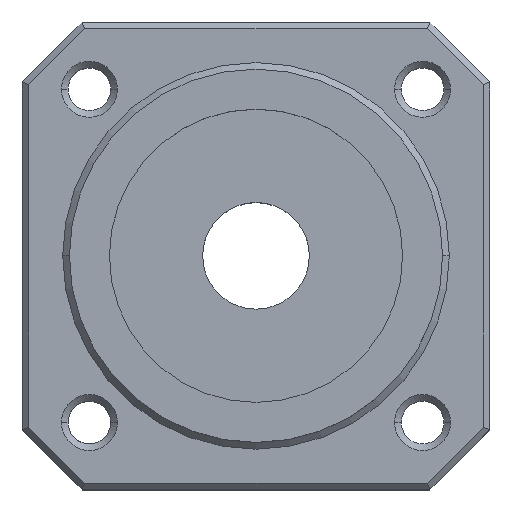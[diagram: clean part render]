
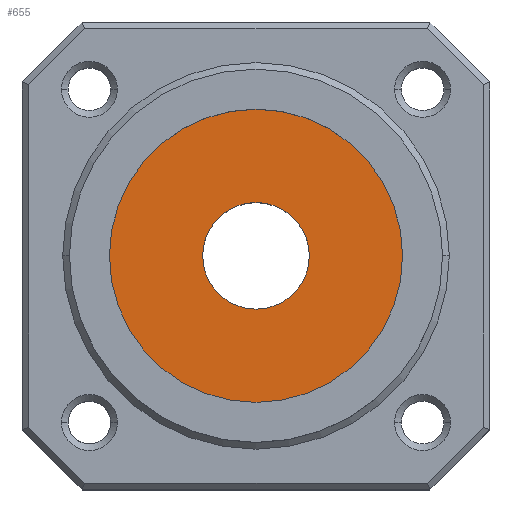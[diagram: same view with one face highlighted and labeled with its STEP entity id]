
A CAD part, top view. The second image highlights one B-rep face of the part: STEP entity #655.
In plain terms, the highlighted planar face has unit normal (0, 0, 1).
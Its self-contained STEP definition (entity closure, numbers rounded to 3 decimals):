
#8 = CARTESIAN_POINT ( 'NONE',  ( 0., 0., 9.5 ) ) ;
#32 = CARTESIAN_POINT ( 'NONE',  ( -4., 0., 9.5 ) ) ;
#101 = AXIS2_PLACEMENT_3D ( 'NONE', #1078, #625, #1895 ) ;
#155 = FACE_BOUND ( 'NONE', #1751, .T. ) ;
#411 = DIRECTION ( 'NONE',  ( 0., 0., -1. ) ) ;
#422 = DIRECTION ( 'NONE',  ( -1., 0., 0. ) ) ;
#439 = CARTESIAN_POINT ( 'NONE',  ( 11., 0., 9.5 ) ) ;
#444 = VERTEX_POINT ( 'NONE', #1637 ) ;
#454 = AXIS2_PLACEMENT_3D ( 'NONE', #1739, #1729, #422 ) ;
#524 = CIRCLE ( 'NONE', #454, 11. ) ;
#625 = DIRECTION ( 'NONE',  ( 0., 0., -1. ) ) ;
#629 = EDGE_CURVE ( 'NONE', #444, #790, #1549, .T. ) ;
#639 = AXIS2_PLACEMENT_3D ( 'NONE', #8, #1761, #1770 ) ;
#655 = ADVANCED_FACE ( 'NONE', ( #155, #661 ), #1304, .F. ) ;
#661 = FACE_OUTER_BOUND ( 'NONE', #1084, .T. ) ;
#790 = VERTEX_POINT ( 'NONE', #32 ) ;
#799 = VERTEX_POINT ( 'NONE', #1634 ) ;
#895 = DIRECTION ( 'NONE',  ( 0., 0., -1. ) ) ;
#963 = EDGE_CURVE ( 'NONE', #1071, #799, #1823, .T. ) ;
#1008 = AXIS2_PLACEMENT_3D ( 'NONE', #1040, #895, #1233 ) ;
#1040 = CARTESIAN_POINT ( 'NONE',  ( 0., 0., 9.5 ) ) ;
#1071 = VERTEX_POINT ( 'NONE', #439 ) ;
#1078 = CARTESIAN_POINT ( 'NONE',  ( 0., 0., 9.5 ) ) ;
#1084 = EDGE_LOOP ( 'NONE', ( #1418, #1913 ) ) ;
#1233 = DIRECTION ( 'NONE',  ( -1., 0., 0. ) ) ;
#1304 = PLANE ( 'NONE',  #639 ) ;
#1413 = CARTESIAN_POINT ( 'NONE',  ( 0., 0., 9.5 ) ) ;
#1418 = ORIENTED_EDGE ( 'NONE', *, *, #1497, .F. ) ;
#1497 = EDGE_CURVE ( 'NONE', #799, #1071, #524, .T. ) ;
#1549 = CIRCLE ( 'NONE', #101, 4. ) ;
#1634 = CARTESIAN_POINT ( 'NONE',  ( -11., 0., 9.5 ) ) ;
#1637 = CARTESIAN_POINT ( 'NONE',  ( 4., 0., 9.5 ) ) ;
#1709 = ORIENTED_EDGE ( 'NONE', *, *, #629, .T. ) ;
#1729 = DIRECTION ( 'NONE',  ( 0., 0., -1. ) ) ;
#1739 = CARTESIAN_POINT ( 'NONE',  ( 0., 0., 9.5 ) ) ;
#1747 = CIRCLE ( 'NONE', #2012, 4. ) ;
#1751 = EDGE_LOOP ( 'NONE', ( #1808, #1709 ) ) ;
#1761 = DIRECTION ( 'NONE',  ( 0., 0., -1. ) ) ;
#1770 = DIRECTION ( 'NONE',  ( -1., 0., 0. ) ) ;
#1808 = ORIENTED_EDGE ( 'NONE', *, *, #2040, .T. ) ;
#1823 = CIRCLE ( 'NONE', #1008, 11. ) ;
#1895 = DIRECTION ( 'NONE',  ( -1., 0., 0. ) ) ;
#1913 = ORIENTED_EDGE ( 'NONE', *, *, #963, .F. ) ;
#2012 = AXIS2_PLACEMENT_3D ( 'NONE', #1413, #411, #2038 ) ;
#2038 = DIRECTION ( 'NONE',  ( -1., 0., 0. ) ) ;
#2040 = EDGE_CURVE ( 'NONE', #790, #444, #1747, .T. ) ;
